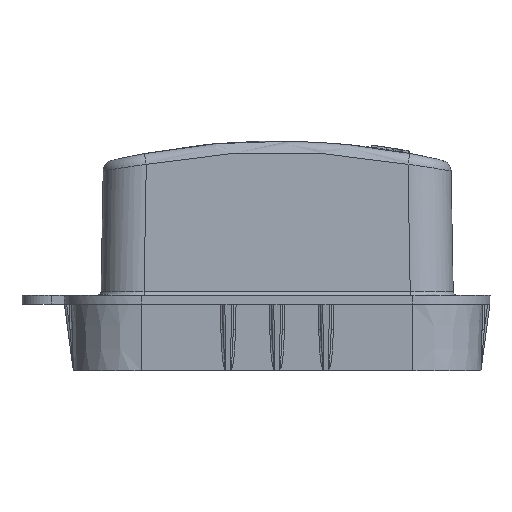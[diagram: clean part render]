
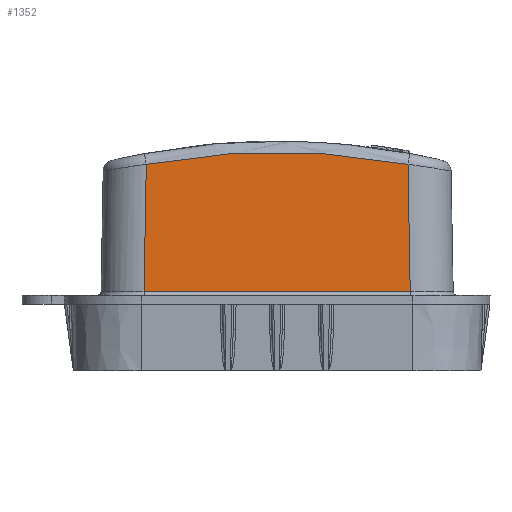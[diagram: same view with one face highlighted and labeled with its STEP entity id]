
A CAD part, left-side view. The second image highlights one B-rep face of the part: STEP entity #1352.
In plain terms, the highlighted planar face has unit normal (-1, 0, 0.018).
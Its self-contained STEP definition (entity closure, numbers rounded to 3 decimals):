
#201=CIRCLE('',#9274,94.75);
#442=LINE('',#20328,#729);
#443=LINE('',#20332,#730);
#444=LINE('',#20334,#731);
#729=VECTOR('',#10160,1.);
#730=VECTOR('',#10165,1.);
#731=VECTOR('',#10166,1.);
#1038=PLANE('',#9275);
#1352=ADVANCED_FACE('',(#2088),#1038,.T.);
#2088=FACE_OUTER_BOUND('',#2639,.T.);
#2639=EDGE_LOOP('',(#4327,#4328,#4329,#4330));
#4327=ORIENTED_EDGE('',*,*,#7314,.F.);
#4328=ORIENTED_EDGE('',*,*,#7313,.F.);
#4329=ORIENTED_EDGE('',*,*,#7315,.T.);
#4330=ORIENTED_EDGE('',*,*,#7316,.F.);
#6188=VERTEX_POINT('',#20316);
#6189=VERTEX_POINT('',#20327);
#6190=VERTEX_POINT('',#20331);
#6191=VERTEX_POINT('',#20333);
#7313=EDGE_CURVE('',#6189,#6188,#442,.T.);
#7314=EDGE_CURVE('',#6188,#6190,#201,.T.);
#7315=EDGE_CURVE('',#6189,#6191,#443,.T.);
#7316=EDGE_CURVE('',#6190,#6191,#444,.T.);
#9274=AXIS2_PLACEMENT_3D('',#20330,#10163,#10164);
#9275=AXIS2_PLACEMENT_3D('',#20335,#10167,#10168);
#10160=DIRECTION('',(0.017,-0.017,1.));
#10163=DIRECTION('',(1.,0.,-0.017));
#10164=DIRECTION('',(0.017,0.186,0.982));
#10165=DIRECTION('',(0.,-1.,0.));
#10166=DIRECTION('',(-0.017,-0.017,-1.));
#10167=DIRECTION('',(-1.,0.,0.017));
#10168=DIRECTION('',(0.,-1.,0.));
#20316=CARTESIAN_POINT('',(-49.055,17.656,27.867));
#20327=CARTESIAN_POINT('',(-49.354,17.955,10.691));
#20328=CARTESIAN_POINT('',(-49.354,17.955,10.691));
#20330=CARTESIAN_POINT('',(-50.679,0.,-65.21));
#20331=CARTESIAN_POINT('',(-49.055,-17.656,27.867));
#20332=CARTESIAN_POINT('',(-49.354,17.955,10.691));
#20333=CARTESIAN_POINT('',(-49.354,-17.955,10.691));
#20334=CARTESIAN_POINT('',(-49.055,-17.656,27.867));
#20335=CARTESIAN_POINT('',(-49.,25.575,31.));
